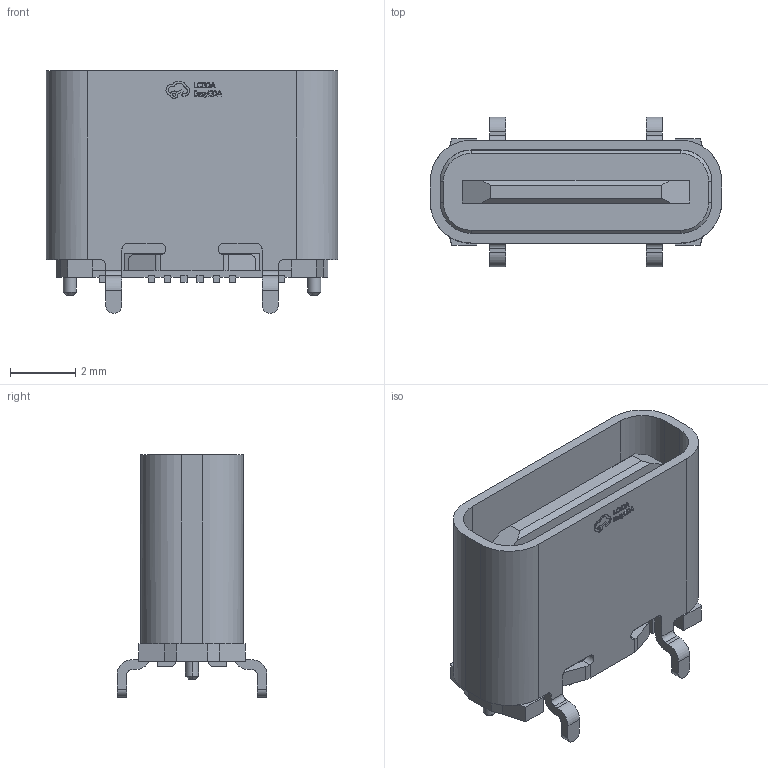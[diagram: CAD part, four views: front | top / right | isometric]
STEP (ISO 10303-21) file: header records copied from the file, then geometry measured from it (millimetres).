
FILE_DESCRIPTION (( 'STEP AP214' ), '1' );
FILE_NAME ('USB-C-SMD_TYPE-C-16P-LTH6.8.STEP', '2024-03-28T09:06:54', ( 'User' ), ( 'China' ), 'SwSTEP 2.0', 'SolidWorks 2020', '' );
FILE_SCHEMA (( 'AUTOMOTIVE_DESIGN' ));
Length unit declared in the file: millimetre
Products named in the file (1): USB-C-SMD_TYPE-C-16P-LTH6.8
Bounding box: 8.94 x 4.6 x 7.45 mm (x, y, z)
Volume: 105.8 mm3; surface area: 356.1 mm2
Topology: 1 solids, 1 shells, 522 faces, 1459 edges, 962 vertices
Faces by surface type: plane 332, bspline 98, cylinder 84, cone 8
Entity records: 22947 total; most frequent: CARTESIAN_POINT 4274, ORIENTED_EDGE 2918, DIRECTION 2285, EDGE_CURVE 1459, LINE 1067, VECTOR 1067, VERTEX_POINT 962, AXIS2_PLACEMENT_3D 609
